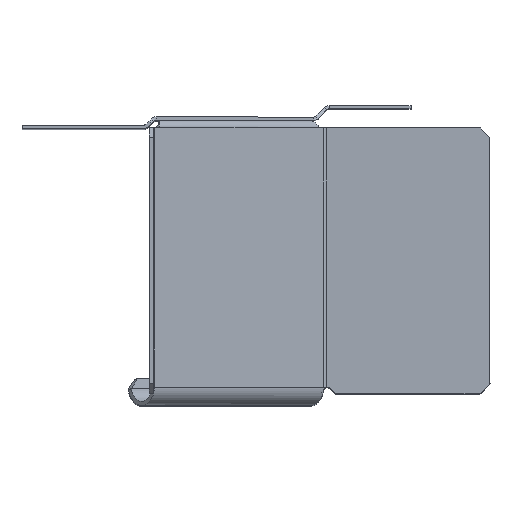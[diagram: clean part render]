
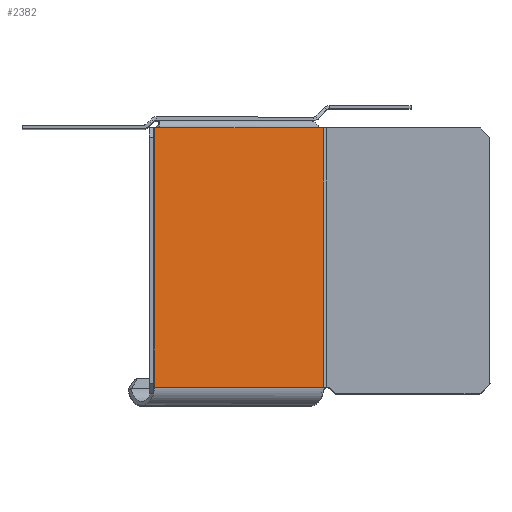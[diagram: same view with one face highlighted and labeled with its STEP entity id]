
A CAD part, top view. The second image highlights one B-rep face of the part: STEP entity #2382.
In plain terms, the highlighted face is planar.
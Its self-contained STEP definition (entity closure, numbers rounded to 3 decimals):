
#1620=DIRECTION('',(0.,1.,0.));
#1621=VECTOR('',#1620,78.035);
#1622=CARTESIAN_POINT('',(-290.833,172.691,0.));
#1623=LINE('',#1622,#1621);
#1628=DIRECTION('',(-1.,0.,0.));
#1629=VECTOR('',#1628,1.815);
#1630=CARTESIAN_POINT('',(-218.833,250.726,
0.));
#1631=LINE('',#1630,#1629);
#1632=DIRECTION('',(-1.,0.,0.));
#1633=VECTOR('',#1632,72.);
#1634=CARTESIAN_POINT('',(-218.833,172.691,0.));
#1635=LINE('',#1634,#1633);
#1772=DIRECTION('',(1.,0.,0.));
#1773=VECTOR('',#1772,1.815);
#1774=CARTESIAN_POINT('',(-290.833,250.726,0.));
#1775=LINE('',#1774,#1773);
#1860=DIRECTION('',(0.,-1.,0.));
#1861=VECTOR('',#1860,78.035);
#1862=CARTESIAN_POINT('',(-218.833,250.726,
0.));
#1863=LINE('',#1862,#1861);
#2123=DIRECTION('',(1.,0.,0.));
#2124=VECTOR('',#2123,68.369);
#2125=CARTESIAN_POINT('',(-289.018,250.726,
0.));
#2126=LINE('',#2125,#2124);
#2186=CARTESIAN_POINT('',(-290.833,172.691,0.));
#2188=VERTEX_POINT('',#2186);
#2191=CARTESIAN_POINT('',(-290.833,250.726,0.));
#2192=VERTEX_POINT('',#2191);
#2195=CARTESIAN_POINT('',(-218.833,172.691,0.));
#2196=VERTEX_POINT('',#2195);
#2197=CARTESIAN_POINT('',(-218.833,250.726,
0.));
#2198=VERTEX_POINT('',#2197);
#2199=CARTESIAN_POINT('',(-220.649,250.726,
0.));
#2200=VERTEX_POINT('',#2199);
#2201=CARTESIAN_POINT('',(-289.018,250.726,
0.));
#2202=VERTEX_POINT('',#2201);
#2364=CARTESIAN_POINT('',(0.,50.,0.));
#2365=DIRECTION('',(0.,0.,1.));
#2366=DIRECTION('',(1.,0.,0.));
#2367=AXIS2_PLACEMENT_3D('',#2364,#2365,#2366);
#2368=PLANE('',#2367);
#2369=ORIENTED_EDGE('',*,*,#2354,.F.);
#2371=ORIENTED_EDGE('',*,*,#2370,.F.);
#2373=ORIENTED_EDGE('',*,*,#2372,.F.);
#2375=ORIENTED_EDGE('',*,*,#2374,.T.);
#2377=ORIENTED_EDGE('',*,*,#2376,.F.);
#2379=ORIENTED_EDGE('',*,*,#2378,.F.);
#2380=EDGE_LOOP('',(#2369,#2371,#2373,#2375,#2377,#2379));
#2381=FACE_OUTER_BOUND('',#2380,.F.);
#2382=ADVANCED_FACE('',(#2381),#2368,.F.);
#2354=EDGE_CURVE('',#2188,#2192,#1623,.T.);
#2370=EDGE_CURVE('',#2196,#2188,#1635,.T.);
#2372=EDGE_CURVE('',#2198,#2196,#1863,.T.);
#2374=EDGE_CURVE('',#2198,#2200,#1631,.T.);
#2376=EDGE_CURVE('',#2202,#2200,#2126,.T.);
#2378=EDGE_CURVE('',#2192,#2202,#1775,.T.);
